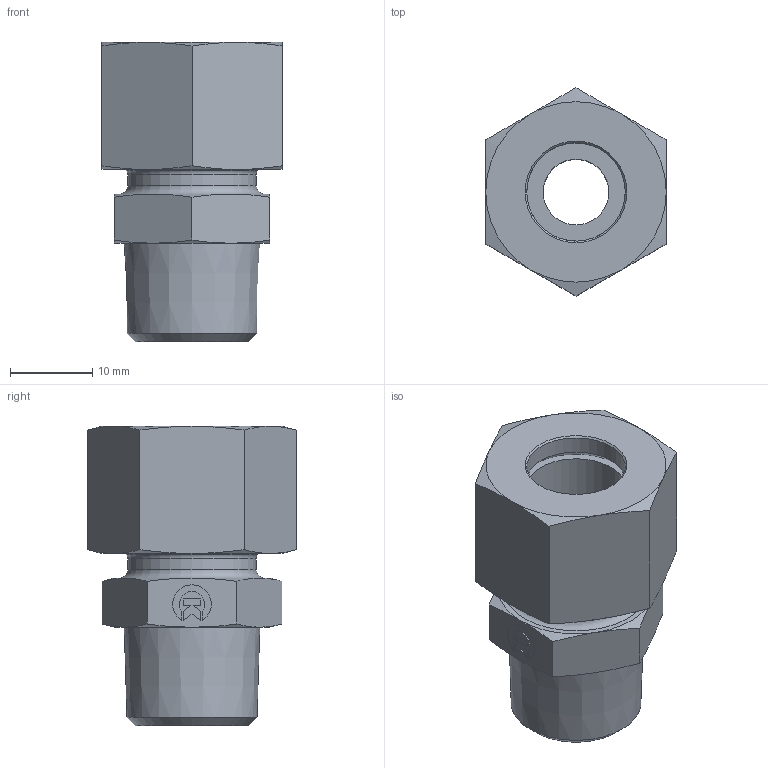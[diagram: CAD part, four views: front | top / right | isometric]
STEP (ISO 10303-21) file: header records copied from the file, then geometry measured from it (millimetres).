
FILE_DESCRIPTION((''),'2;1');
FILE_NAME('02001121618.stp','2014-09-18T09:53:23',(''),('KNOMI spol. s r. o.'),'Autodesk Inventor 2012','Autodesk Inventor 2012','');
FILE_SCHEMA(('AUTOMOTIVE_DESIGN { 1 2 10303 214 0 1 1 1 }'));
Length unit declared in the file: millimetre
Products named in the file (4): PHCM2K 12LMkuž M16x1,5kuž/M18x1,5; 01001 12 1618; 40112; 3911218
Assembly tree (3 placements, depth 2):
  PHCM2K 12LMkuž M16x1,5kuž/M18x1,5
    01001 12 1618
    40112
    3911218
Bounding box: 22 x 25.4 x 36.5 mm (x, y, z)
Volume: 8987.6 mm3; surface area: 6253.7 mm2
Topology: 3 solids, 3 shells, 104 faces, 238 edges, 147 vertices
Faces by surface type: plane 51, cone 37, cylinder 13, torus 3
Full cylindrical faces by diameter (mm): 8 x1, 12 x3, 14.3 x1, 15.7 x1, 16 x1, 16.376 x1, 18 x1
Entity records: 2885 total; most frequent: CARTESIAN_POINT 553, DIRECTION 444, ORIENTED_EDGE 412, EDGE_CURVE 206, AXIS2_PLACEMENT_3D 175, EDGE_LOOP 142, VERTEX_POINT 140, STYLED_ITEM 105
